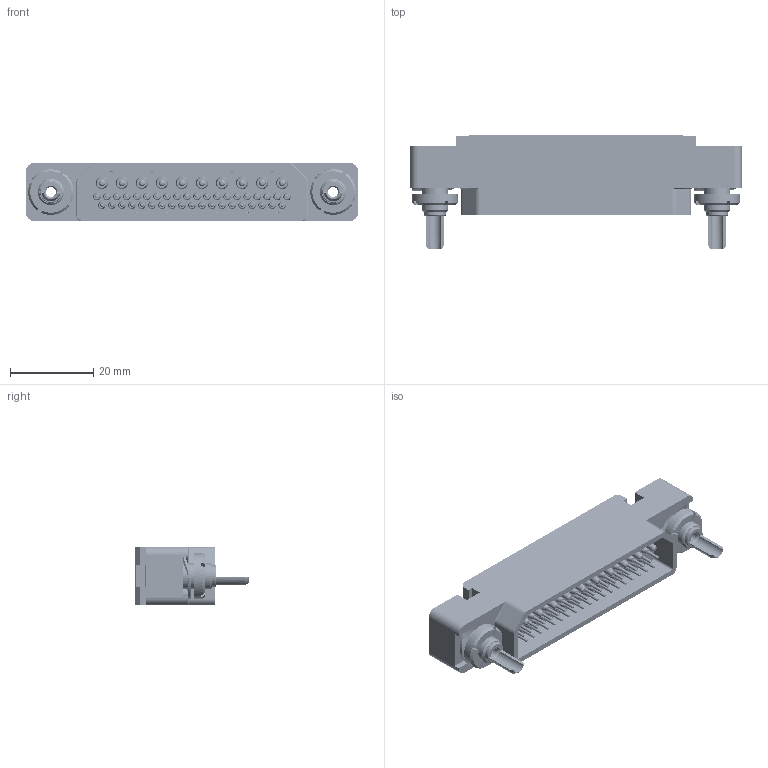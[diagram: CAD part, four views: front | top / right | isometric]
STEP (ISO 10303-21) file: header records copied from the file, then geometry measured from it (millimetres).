
FILE_DESCRIPTION((''),'2;1');
FILE_NAME('1900ND03P2B00B','2019-10-29T',('presta_be4'),(''),'CREO PARAMETRIC BY PTC INC, 2018360','CREO PARAMETRIC BY PTC INC, 2018360','');
FILE_SCHEMA(('CONFIG_CONTROL_DESIGN'));
Products named in the file (1): 1900ND03P2B00B
Bounding box: 80 x 27.27 x 14 mm (x, y, z)
Volume: 11303.8 mm3; surface area: 15283 mm2
Topology: 1 solids, 1 shells, 4014 faces, 9793 edges, 6047 vertices
Faces by surface type: plane 1730, cylinder 1313, cone 612, torus 231, bspline 102, extrusion 26
Entity records: 137738 total; most frequent: CARTESIAN_POINT 42081, DIRECTION 20438, ORIENTED_EDGE 19382, EDGE_CURVE 9691, AXIS2_PLACEMENT_3D 7272, VERTEX_POINT 6047, VECTOR 5894, LINE 5868
